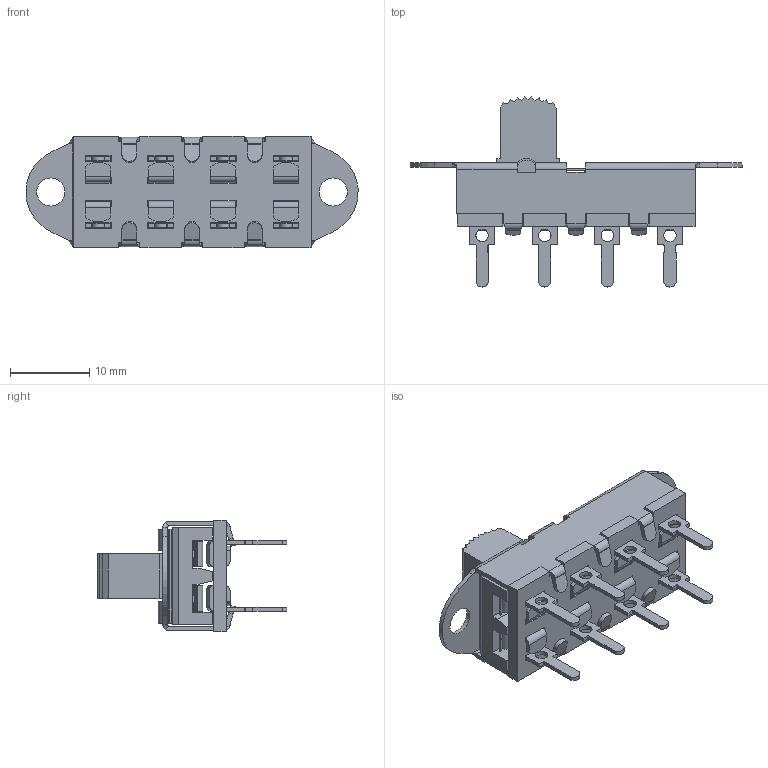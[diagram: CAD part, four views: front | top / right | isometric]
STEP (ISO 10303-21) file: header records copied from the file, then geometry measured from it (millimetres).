
FILE_DESCRIPTION((''),'2;1');
FILE_NAME('G-1128S-1110_3D MODEL.stp','2015-12-21T13:40:37',('dwiltbank'),(''),'Autodesk Inventor 2011','Autodesk Inventor 2011','');
FILE_SCHEMA(('AUTOMOTIVE_DESIGN { 1 0 10303 214 1 1 1 1 }'));
Length unit declared in the file: inch
Products named in the file (1): G-1128S-1110_Shrinkwrap_1
Bounding box: 42.02 x 24.04 x 14.12 mm (x, y, z)
Surface area: 5502.9 mm2 (no closed solid volume)
Topology: 0 solids, 16 shells, 745 faces, 2039 edges, 1322 vertices
Faces by surface type: plane 523, cylinder 182, bspline 24, sphere 16
Full cylindrical faces by diameter (mm): 1.397 x4, 1.575 x8, 1.727 x4, 3.556 x2
Entity records: 24527 total; most frequent: CARTESIAN_POINT 4593, ORIENTED_EDGE 4042, DIRECTION 3781, EDGE_CURVE 2021, VECTOR 1609, LINE 1609, VERTEX_POINT 1322, AXIS2_PLACEMENT_3D 1086
